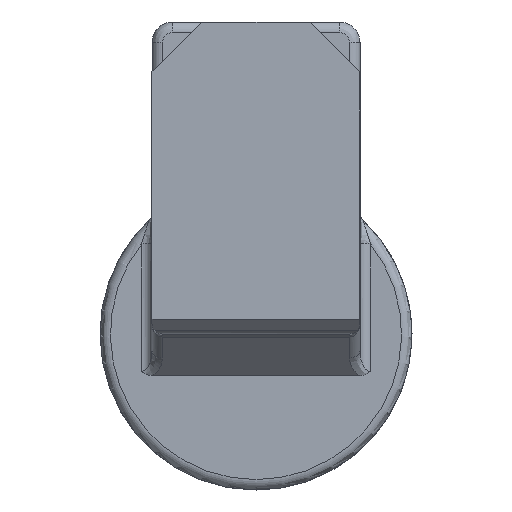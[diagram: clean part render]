
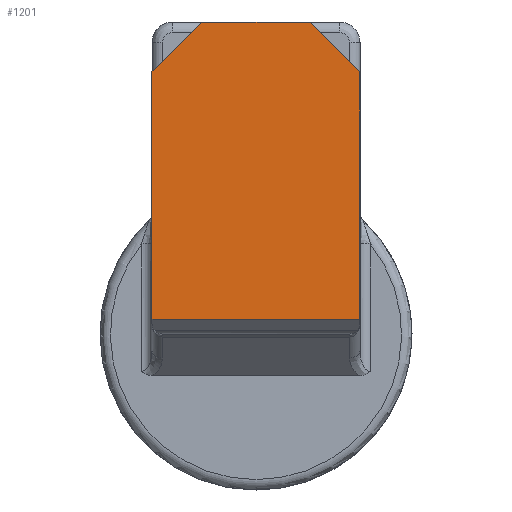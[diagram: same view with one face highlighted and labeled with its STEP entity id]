
A CAD part, front view. The second image highlights one B-rep face of the part: STEP entity #1201.
In plain terms, the highlighted planar face has unit normal (0, -1, 0).
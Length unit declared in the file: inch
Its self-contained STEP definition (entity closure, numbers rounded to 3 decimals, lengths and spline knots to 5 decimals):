
#37=PLANE('',#1331);
#150=FACE_OUTER_BOUND('',#222,.T.);
#222=EDGE_LOOP('',(#1072,#1073,#1074,#1075,#1076,#1077));
#324=LINE('',#2498,#406);
#328=LINE('',#2505,#410);
#331=LINE('',#2511,#413);
#336=LINE('',#2610,#418);
#337=LINE('',#2612,#419);
#338=LINE('',#2613,#420);
#406=VECTOR('',#1584,0.3937);
#410=VECTOR('',#1590,0.3937);
#413=VECTOR('',#1595,0.3937);
#418=VECTOR('',#1632,0.3937);
#419=VECTOR('',#1633,0.3937);
#420=VECTOR('',#1634,0.3937);
#559=VERTEX_POINT('',#2495);
#560=VERTEX_POINT('',#2497);
#562=VERTEX_POINT('',#2503);
#564=VERTEX_POINT('',#2509);
#570=VERTEX_POINT('',#2609);
#571=VERTEX_POINT('',#2611);
#723=EDGE_CURVE('',#560,#559,#324,.T.);
#727=EDGE_CURVE('',#562,#559,#328,.T.);
#730=EDGE_CURVE('',#562,#564,#331,.T.);
#744=EDGE_CURVE('',#570,#564,#336,.T.);
#745=EDGE_CURVE('',#570,#571,#337,.T.);
#746=EDGE_CURVE('',#560,#571,#338,.T.);
#1072=ORIENTED_EDGE('',*,*,#727,.F.);
#1073=ORIENTED_EDGE('',*,*,#730,.T.);
#1074=ORIENTED_EDGE('',*,*,#744,.F.);
#1075=ORIENTED_EDGE('',*,*,#745,.T.);
#1076=ORIENTED_EDGE('',*,*,#746,.F.);
#1077=ORIENTED_EDGE('',*,*,#723,.T.);
#1201=ADVANCED_FACE('',(#150),#37,.T.);
#1331=AXIS2_PLACEMENT_3D('',#2608,#1630,#1631);
#1584=DIRECTION('',(0.,0.,-1.));
#1590=DIRECTION('',(-1.,0.,0.));
#1595=DIRECTION('',(0.,0.,1.));
#1630=DIRECTION('center_axis',(0.,-1.,0.));
#1631=DIRECTION('ref_axis',(0.,0.,-1.));
#1632=DIRECTION('',(0.707,0.,-0.707));
#1633=DIRECTION('',(-1.,0.,0.));
#1634=DIRECTION('',(0.707,0.,0.707));
#2495=CARTESIAN_POINT('',(-0.25,-1.2,0.035));
#2497=CARTESIAN_POINT('',(-0.25,-1.2,0.63));
#2498=CARTESIAN_POINT('',(-0.25,-1.2,0.75));
#2503=CARTESIAN_POINT('',(0.25,-1.2,0.035));
#2505=CARTESIAN_POINT('',(-0.125,-1.2,0.035));
#2509=CARTESIAN_POINT('',(0.25,-1.2,0.63));
#2511=CARTESIAN_POINT('',(0.25,-1.2,0.));
#2608=CARTESIAN_POINT('Origin',(0.,-1.2,0.375));
#2609=CARTESIAN_POINT('',(0.13,-1.2,0.75));
#2610=CARTESIAN_POINT('',(0.22125,-1.2,0.65875));
#2611=CARTESIAN_POINT('',(-0.13,-1.2,0.75));
#2612=CARTESIAN_POINT('',(0.25,-1.2,0.75));
#2613=CARTESIAN_POINT('',(-0.22125,-1.2,0.65875));
